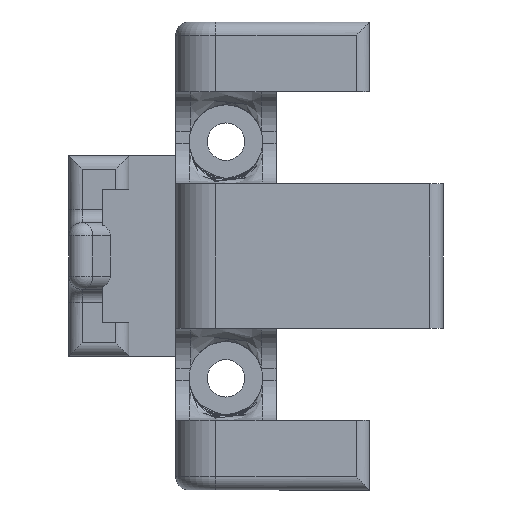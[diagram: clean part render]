
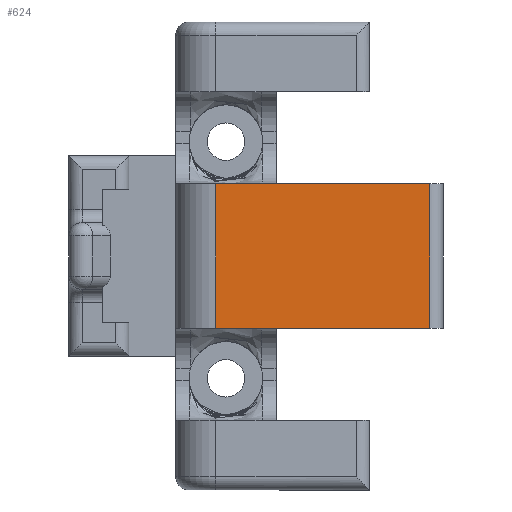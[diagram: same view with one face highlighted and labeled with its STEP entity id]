
A CAD part, front view. The second image highlights one B-rep face of the part: STEP entity #624.
In plain terms, the highlighted planar face has unit normal (0, -1, 0).
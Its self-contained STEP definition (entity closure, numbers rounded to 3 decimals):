
#93 = ORIENTED_EDGE ( 'NONE', *, *, #457, .T. ) ;
#366 = CARTESIAN_POINT ( 'NONE',  ( -57.8, -55.1, 5.4 ) ) ;
#367 = CARTESIAN_POINT ( 'NONE',  ( 0., -55.1, 0. ) ) ;
#457 = EDGE_CURVE ( 'NONE', #2851, #3117, #2143, .T. ) ;
#577 = CARTESIAN_POINT ( 'NONE',  ( -57.8, -55.1, 5.4 ) ) ;
#624 = ADVANCED_FACE ( 'NONE', ( #1094 ), #3015, .F. ) ;
#661 = DIRECTION ( 'NONE',  ( 0., 1., 0. ) ) ;
#728 = EDGE_CURVE ( 'NONE', #1368, #2851, #1986, .T. ) ;
#748 = LINE ( 'NONE', #1799, #3094 ) ;
#825 = LINE ( 'NONE', #577, #1552 ) ;
#1094 = FACE_OUTER_BOUND ( 'NONE', #3102, .T. ) ;
#1284 = DIRECTION ( 'NONE',  ( 0., 0., -1. ) ) ;
#1368 = VERTEX_POINT ( 'NONE', #366 ) ;
#1382 = DIRECTION ( 'NONE',  ( 0., 0., 1. ) ) ;
#1408 = ORIENTED_EDGE ( 'NONE', *, *, #2855, .T. ) ;
#1532 = DIRECTION ( 'NONE',  ( 1., 0., 0. ) ) ;
#1552 = VECTOR ( 'NONE', #1382, 1000. ) ;
#1615 = CARTESIAN_POINT ( 'NONE',  ( -73.8, -55.1, -5.4 ) ) ;
#1708 = DIRECTION ( 'NONE',  ( 0., 0., 1. ) ) ;
#1761 = EDGE_CURVE ( 'NONE', #1768, #1368, #825, .T. ) ;
#1768 = VERTEX_POINT ( 'NONE', #3193 ) ;
#1799 = CARTESIAN_POINT ( 'NONE',  ( -76.8, -55.1, -5.4 ) ) ;
#1830 = VECTOR ( 'NONE', #1284, 1000. ) ;
#1909 = CARTESIAN_POINT ( 'NONE',  ( -73.8, -55.1, -5.4 ) ) ;
#1986 = LINE ( 'NONE', #2795, #2213 ) ;
#2055 = CARTESIAN_POINT ( 'NONE',  ( -73.8, -55.1, 5.4 ) ) ;
#2143 = LINE ( 'NONE', #1615, #1830 ) ;
#2213 = VECTOR ( 'NONE', #2779, 1000. ) ;
#2584 = ORIENTED_EDGE ( 'NONE', *, *, #728, .T. ) ;
#2717 = ORIENTED_EDGE ( 'NONE', *, *, #1761, .T. ) ;
#2779 = DIRECTION ( 'NONE',  ( -1., 0., 0. ) ) ;
#2795 = CARTESIAN_POINT ( 'NONE',  ( -76.8, -55.1, 5.4 ) ) ;
#2851 = VERTEX_POINT ( 'NONE', #2055 ) ;
#2855 = EDGE_CURVE ( 'NONE', #3117, #1768, #748, .T. ) ;
#3015 = PLANE ( 'NONE',  #3380 ) ;
#3094 = VECTOR ( 'NONE', #1532, 1000. ) ;
#3102 = EDGE_LOOP ( 'NONE', ( #1408, #2717, #2584, #93 ) ) ;
#3117 = VERTEX_POINT ( 'NONE', #1909 ) ;
#3193 = CARTESIAN_POINT ( 'NONE',  ( -57.8, -55.1, -5.4 ) ) ;
#3380 = AXIS2_PLACEMENT_3D ( 'NONE', #367, #661, #1708 ) ;
